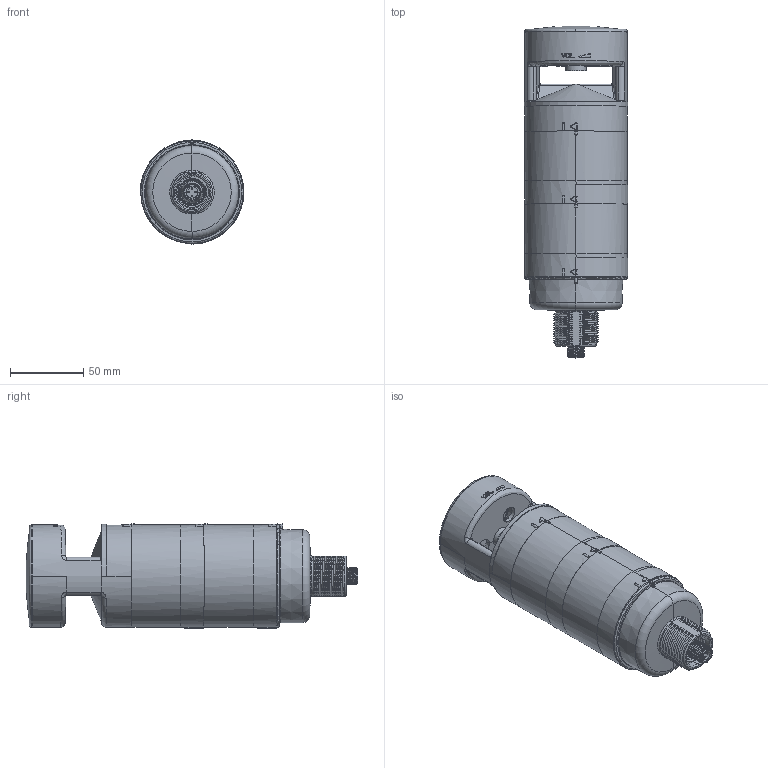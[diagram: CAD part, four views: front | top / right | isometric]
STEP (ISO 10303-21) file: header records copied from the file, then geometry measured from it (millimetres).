
FILE_DESCRIPTION((''),'2;1');
FILE_NAME('191337_ASM','2016-02-24T',('pdmadmin'),(''),'PRO/ENGINEER BY PARAMETRIC TECHNOLOGY CORPORATION, 2013230','PRO/ENGINEER BY PARAMETRIC TECHNOLOGY CORPORATION, 2013230','');
FILE_SCHEMA(('CONFIG_CONTROL_DESIGN'));
Length unit declared in the file: millimetre
Products named in the file (8): 180077; 180482; 08427; 183492; 183493; 180306; 180308; 191337_ASM
Assembly tree (9 placements, depth 2):
  191337_ASM
    180077
    180482
    08427
    183492  x2
    183493  x2
    180306
    180308
Bounding box: 71 x 226.91 x 71.25 mm (x, y, z)
Volume: 206258.8 mm3; surface area: 149552.7 mm2
Topology: 9 solids, 12 shells, 2241 faces, 5408 edges, 3236 vertices
Faces by surface type: bspline 673, cylinder 623, plane 398, torus 228, cone 189, sphere 108, extrusion 22
Entity records: 95002 total; most frequent: CARTESIAN_POINT 59994, ORIENTED_EDGE 7976, DIRECTION 6325, EDGE_CURVE 3992, AXIS2_PLACEMENT_3D 2621, VERTEX_POINT 2411, EDGE_LOOP 1749, FACE_OUTER_BOUND 1650
